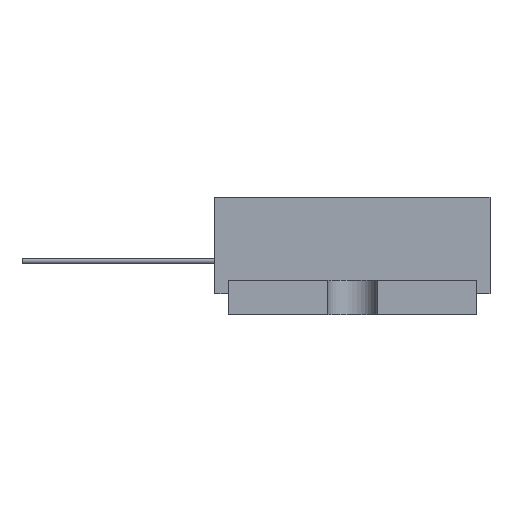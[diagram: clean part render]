
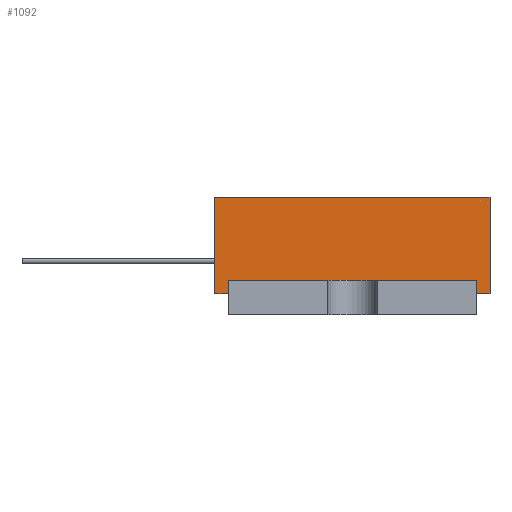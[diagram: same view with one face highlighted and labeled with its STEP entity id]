
A CAD part, left-side view. The second image highlights one B-rep face of the part: STEP entity #1092.
In plain terms, the highlighted planar face has unit normal (-1, 0, 0).
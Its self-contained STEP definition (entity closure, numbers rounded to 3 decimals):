
#1092=ADVANCED_FACE('',(#2183),#2185,.T.);
#2183=FACE_BOUND('',#2184,.T.);
#2184=EDGE_LOOP('',(#3155,#3156,#3157,#3158,#3159,#3160,#3161,#3162));
#2185=PLANE('',#2186);
#2186=AXIS2_PLACEMENT_3D('',#2187,#2188,#2189);
#2187=CARTESIAN_POINT('',(-27.5,10.,1.5));
#2188=DIRECTION('',(-1.,0.,0.));
#2189=DIRECTION('',(0.,-1.,0.));
#3155=ORIENTED_EDGE('',*,*,#3726,.T.);
#3156=ORIENTED_EDGE('',*,*,#3727,.T.);
#3157=ORIENTED_EDGE('',*,*,#3728,.T.);
#3158=ORIENTED_EDGE('',*,*,#3729,.T.);
#3159=ORIENTED_EDGE('',*,*,#3378,.F.);
#3160=ORIENTED_EDGE('',*,*,#3730,.F.);
#3161=ORIENTED_EDGE('',*,*,#3731,.T.);
#3162=ORIENTED_EDGE('',*,*,#3732,.T.);
#3378=EDGE_CURVE('',#3778,#3779,#3780,.T.);
#3726=EDGE_CURVE('',#4360,#4361,#4362,.T.);
#3727=EDGE_CURVE('',#4361,#4363,#4364,.T.);
#3728=EDGE_CURVE('',#4363,#4365,#4366,.T.);
#3729=EDGE_CURVE('',#4365,#3779,#4367,.T.);
#3730=EDGE_CURVE('',#4368,#3778,#4369,.T.);
#3731=EDGE_CURVE('',#4368,#4370,#4371,.T.);
#3732=EDGE_CURVE('',#4370,#4360,#4372,.T.);
#3778=VERTEX_POINT('',#4448);
#3779=VERTEX_POINT('',#4449);
#3780=LINE('',#4450,#4451);
#4360=VERTEX_POINT('',#5756);
#4361=VERTEX_POINT('',#5757);
#4362=LINE('',#5758,#5759);
#4363=VERTEX_POINT('',#5761);
#4364=LINE('',#5762,#5763);
#4365=VERTEX_POINT('',#5765);
#4366=LINE('',#5766,#5767);
#4367=LINE('',#5769,#5770);
#4368=VERTEX_POINT('',#5772);
#4369=LINE('',#5773,#5774);
#4370=VERTEX_POINT('',#5776);
#4371=LINE('',#5777,#5778);
#4372=LINE('',#5780,#5781);
#4448=CARTESIAN_POINT('',(-27.5,10.,8.5));
#4449=CARTESIAN_POINT('',(-27.5,-10.,8.5));
#4450=CARTESIAN_POINT('',(-27.5,10.,8.5));
#4451=VECTOR('',#4452,1.);
#4452=DIRECTION('',(0.,-1.,0.));
#5756=CARTESIAN_POINT('',(-27.5,9.,2.5));
#5757=CARTESIAN_POINT('',(-27.5,-9.,2.5));
#5758=CARTESIAN_POINT('',(-27.5,9.,2.5));
#5759=VECTOR('',#5760,1.);
#5760=DIRECTION('',(0.,-1.,0.));
#5761=CARTESIAN_POINT('',(-27.5,-9.,1.5));
#5762=CARTESIAN_POINT('',(-27.5,-9.,2.5));
#5763=VECTOR('',#5764,1.);
#5764=DIRECTION('',(0.,0.,-1.));
#5765=CARTESIAN_POINT('',(-27.5,-10.,1.5));
#5766=CARTESIAN_POINT('',(-27.5,-9.,1.5));
#5767=VECTOR('',#5768,1.);
#5768=DIRECTION('',(0.,-1.,0.));
#5769=CARTESIAN_POINT('',(-27.5,-10.,1.5));
#5770=VECTOR('',#5771,1.);
#5771=DIRECTION('',(0.,0.,1.));
#5772=CARTESIAN_POINT('',(-27.5,10.,1.5));
#5773=CARTESIAN_POINT('',(-27.5,10.,1.5));
#5774=VECTOR('',#5775,1.);
#5775=DIRECTION('',(0.,0.,1.));
#5776=CARTESIAN_POINT('',(-27.5,9.,1.5));
#5777=CARTESIAN_POINT('',(-27.5,10.,1.5));
#5778=VECTOR('',#5779,1.);
#5779=DIRECTION('',(0.,-1.,0.));
#5780=CARTESIAN_POINT('',(-27.5,9.,1.5));
#5781=VECTOR('',#5782,1.);
#5782=DIRECTION('',(0.,0.,1.));
